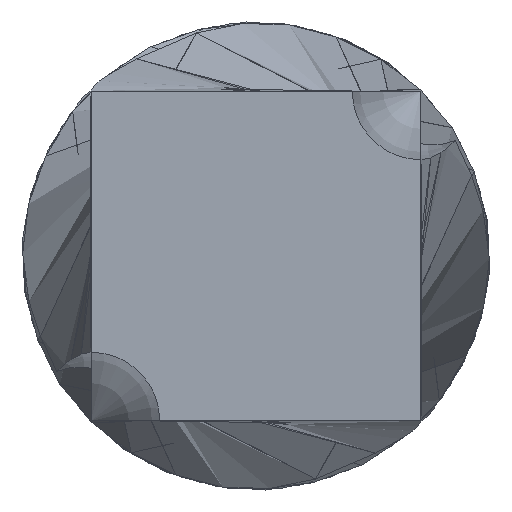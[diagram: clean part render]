
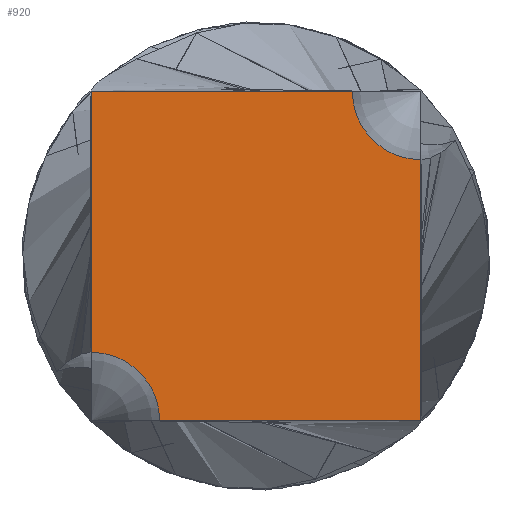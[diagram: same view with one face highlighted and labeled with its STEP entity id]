
A CAD part, front view. The second image highlights one B-rep face of the part: STEP entity #920.
In plain terms, the highlighted planar face has unit normal (0, -1, 0).
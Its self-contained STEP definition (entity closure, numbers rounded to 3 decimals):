
#920 = ADVANCED_FACE ( 'NONE', ( #9534 ), #7909, .T. ) ;
#1155 = VERTEX_POINT ( 'NONE', #6149 ) ;
#1347 = ORIENTED_EDGE ( 'NONE', *, *, #13991, .F. ) ;
#1354 = ORIENTED_EDGE ( 'NONE', *, *, #11069, .F. ) ;
#1507 = VERTEX_POINT ( 'NONE', #5475 ) ;
#2353 = CARTESIAN_POINT ( 'NONE',  ( -6., -450., -6. ) ) ;
#2660 = DIRECTION ( 'NONE',  ( 0., -1., 0. ) ) ;
#2694 = CARTESIAN_POINT ( 'NONE',  ( 6., -450., -6. ) ) ;
#3275 = ORIENTED_EDGE ( 'NONE', *, *, #11616, .F. ) ;
#3716 = ORIENTED_EDGE ( 'NONE', *, *, #12886, .F. ) ;
#3750 = LINE ( 'NONE', #2694, #6949 ) ;
#4133 = LINE ( 'NONE', #12368, #7502 ) ;
#4305 = CARTESIAN_POINT ( 'NONE',  ( 6., -450., 3.5 ) ) ;
#4347 = CIRCLE ( 'NONE', #6028, 2.5 ) ;
#4682 = VECTOR ( 'NONE', #12374, 1000. ) ;
#5475 = CARTESIAN_POINT ( 'NONE',  ( 3.5, -450., 6. ) ) ;
#5564 = DIRECTION ( 'NONE',  ( 0., 0., 1. ) ) ;
#5819 = ORIENTED_EDGE ( 'NONE', *, *, #8749, .F. ) ;
#5874 = CARTESIAN_POINT ( 'NONE',  ( 0., -450., 0. ) ) ;
#6028 = AXIS2_PLACEMENT_3D ( 'NONE', #11056, #12136, #5564 ) ;
#6149 = CARTESIAN_POINT ( 'NONE',  ( 6., -450., -6. ) ) ;
#6949 = VECTOR ( 'NONE', #10233, 1000. ) ;
#7044 = AXIS2_PLACEMENT_3D ( 'NONE', #5874, #2660, #13447 ) ;
#7240 = EDGE_LOOP ( 'NONE', ( #3716, #1354, #5819, #1347, #11345, #3275 ) ) ;
#7489 = CIRCLE ( 'NONE', #13839, 2.5 ) ;
#7502 = VECTOR ( 'NONE', #8111, 1000. ) ;
#7556 = DIRECTION ( 'NONE',  ( 0., -1., 0. ) ) ;
#7654 = CARTESIAN_POINT ( 'NONE',  ( -6., -450., -6. ) ) ;
#7909 = PLANE ( 'NONE',  #7044 ) ;
#8111 = DIRECTION ( 'NONE',  ( 0., 0., -1. ) ) ;
#8185 = VERTEX_POINT ( 'NONE', #8398 ) ;
#8398 = CARTESIAN_POINT ( 'NONE',  ( -3.5, -450., -6. ) ) ;
#8749 = EDGE_CURVE ( 'NONE', #1507, #9642, #4347, .T. ) ;
#8842 = EDGE_CURVE ( 'NONE', #9248, #11392, #10795, .T. ) ;
#9084 = DIRECTION ( 'NONE',  ( 1., 0., 0. ) ) ;
#9248 = VERTEX_POINT ( 'NONE', #12931 ) ;
#9534 = FACE_OUTER_BOUND ( 'NONE', #7240, .T. ) ;
#9642 = VERTEX_POINT ( 'NONE', #4305 ) ;
#10178 = LINE ( 'NONE', #13506, #13057 ) ;
#10233 = DIRECTION ( 'NONE',  ( -1., 0., 0. ) ) ;
#10795 = LINE ( 'NONE', #2353, #4682 ) ;
#11056 = CARTESIAN_POINT ( 'NONE',  ( 6., -450., 6. ) ) ;
#11069 = EDGE_CURVE ( 'NONE', #9642, #1155, #4133, .T. ) ;
#11175 = CARTESIAN_POINT ( 'NONE',  ( -6., -450., 6. ) ) ;
#11345 = ORIENTED_EDGE ( 'NONE', *, *, #8842, .F. ) ;
#11392 = VERTEX_POINT ( 'NONE', #11175 ) ;
#11616 = EDGE_CURVE ( 'NONE', #8185, #9248, #7489, .T. ) ;
#12136 = DIRECTION ( 'NONE',  ( 0., -1., 0. ) ) ;
#12368 = CARTESIAN_POINT ( 'NONE',  ( 6., -450., 6. ) ) ;
#12374 = DIRECTION ( 'NONE',  ( 0., 0., 1. ) ) ;
#12886 = EDGE_CURVE ( 'NONE', #1155, #8185, #3750, .T. ) ;
#12931 = CARTESIAN_POINT ( 'NONE',  ( -6., -450., -3.5 ) ) ;
#13057 = VECTOR ( 'NONE', #9084, 1000. ) ;
#13059 = DIRECTION ( 'NONE',  ( 0., 0., 1. ) ) ;
#13447 = DIRECTION ( 'NONE',  ( 0., 0., 1. ) ) ;
#13506 = CARTESIAN_POINT ( 'NONE',  ( -6., -450., 6. ) ) ;
#13839 = AXIS2_PLACEMENT_3D ( 'NONE', #7654, #7556, #13059 ) ;
#13991 = EDGE_CURVE ( 'NONE', #11392, #1507, #10178, .T. ) ;
